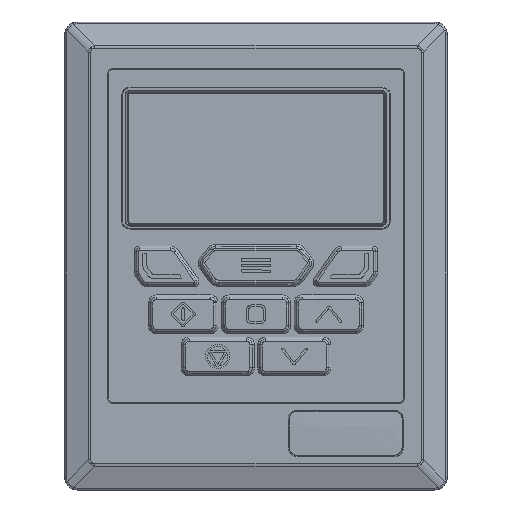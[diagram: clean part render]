
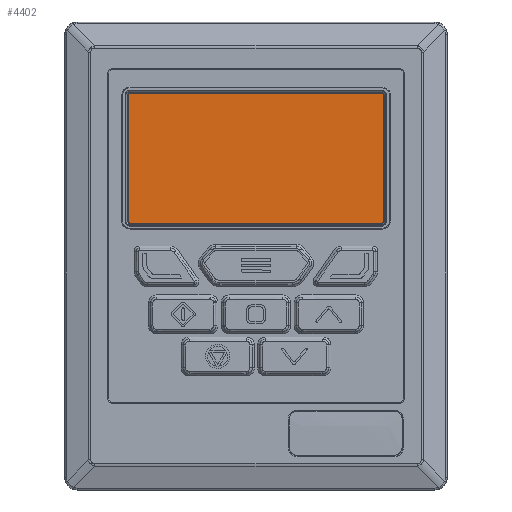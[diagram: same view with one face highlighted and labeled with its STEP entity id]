
A CAD part, top view. The second image highlights one B-rep face of the part: STEP entity #4402.
In plain terms, the highlighted planar face has unit normal (0, 0, 1).
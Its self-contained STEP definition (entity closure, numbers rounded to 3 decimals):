
#772 = PLANE ( 'NONE',  #12400 ) ;
#791 = VERTEX_POINT ( 'NONE', #19837 ) ;
#930 = CARTESIAN_POINT ( 'NONE',  ( 0., 38.289, 2.85 ) ) ;
#1193 = ORIENTED_EDGE ( 'NONE', *, *, #29586, .T. ) ;
#1269 = CIRCLE ( 'NONE', #5908, 0.543 ) ;
#2038 = AXIS2_PLACEMENT_3D ( 'NONE', #44192, #37407, #33268 ) ;
#2391 = EDGE_LOOP ( 'NONE', ( #1193, #25537, #29418, #3269, #6280, #11547, #8752, #10819 ) ) ;
#2918 = VERTEX_POINT ( 'NONE', #18004 ) ;
#3269 = ORIENTED_EDGE ( 'NONE', *, *, #31447, .T. ) ;
#3355 = EDGE_CURVE ( 'NONE', #34354, #19747, #17074, .T. ) ;
#3637 = EDGE_CURVE ( 'NONE', #13143, #7345, #9833, .T. ) ;
#4402 = ADVANCED_FACE ( 'NONE', ( #12176 ), #772, .F. ) ;
#5040 = DIRECTION ( 'NONE',  ( -1., 0., 0. ) ) ;
#5908 = AXIS2_PLACEMENT_3D ( 'NONE', #7973, #44900, #30794 ) ;
#6153 = VECTOR ( 'NONE', #47002, 1000. ) ;
#6280 = ORIENTED_EDGE ( 'NONE', *, *, #3637, .T. ) ;
#6952 = DIRECTION ( 'NONE',  ( -1., 0., 0. ) ) ;
#7345 = VERTEX_POINT ( 'NONE', #10336 ) ;
#7780 = CARTESIAN_POINT ( 'NONE',  ( -29.536, 38.289, 2.85 ) ) ;
#7973 = CARTESIAN_POINT ( 'NONE',  ( 29.464, 37.745, 2.85 ) ) ;
#8071 = CARTESIAN_POINT ( 'NONE',  ( 0., 0., 2.85 ) ) ;
#8752 = ORIENTED_EDGE ( 'NONE', *, *, #40106, .T. ) ;
#8799 = DIRECTION ( 'NONE',  ( 0., -1., 0. ) ) ;
#9833 = LINE ( 'NONE', #24654, #6153 ) ;
#10292 = VECTOR ( 'NONE', #8799, 1000. ) ;
#10336 = CARTESIAN_POINT ( 'NONE',  ( 29.464, 7.702, 2.85 ) ) ;
#10819 = ORIENTED_EDGE ( 'NONE', *, *, #45538, .T. ) ;
#11547 = ORIENTED_EDGE ( 'NONE', *, *, #14891, .T. ) ;
#12176 = FACE_OUTER_BOUND ( 'NONE', #2391, .T. ) ;
#12304 = VERTEX_POINT ( 'NONE', #19994 ) ;
#12400 = AXIS2_PLACEMENT_3D ( 'NONE', #8071, #37703, #45704 ) ;
#12560 = AXIS2_PLACEMENT_3D ( 'NONE', #20014, #42823, #28253 ) ;
#13143 = VERTEX_POINT ( 'NONE', #13581 ) ;
#13581 = CARTESIAN_POINT ( 'NONE',  ( -29.536, 7.702, 2.85 ) ) ;
#14891 = EDGE_CURVE ( 'NONE', #7345, #22258, #46272, .T. ) ;
#15277 = LINE ( 'NONE', #930, #21134 ) ;
#17074 = CIRCLE ( 'NONE', #23291, 0.543 ) ;
#17550 = DIRECTION ( 'NONE',  ( 0., 1., 0. ) ) ;
#18004 = CARTESIAN_POINT ( 'NONE',  ( 30.007, 37.745, 2.85 ) ) ;
#18852 = LINE ( 'NONE', #48001, #10292 ) ;
#19747 = VERTEX_POINT ( 'NONE', #46659 ) ;
#19837 = CARTESIAN_POINT ( 'NONE',  ( -30.079, 8.245, 2.85 ) ) ;
#19994 = CARTESIAN_POINT ( 'NONE',  ( 29.464, 38.289, 2.85 ) ) ;
#20014 = CARTESIAN_POINT ( 'NONE',  ( -29.536, 8.245, 2.85 ) ) ;
#21134 = VECTOR ( 'NONE', #5040, 1000. ) ;
#22258 = VERTEX_POINT ( 'NONE', #28176 ) ;
#23291 = AXIS2_PLACEMENT_3D ( 'NONE', #25923, #47291, #6952 ) ;
#24654 = CARTESIAN_POINT ( 'NONE',  ( 0., 7.702, 2.85 ) ) ;
#25327 = LINE ( 'NONE', #33343, #31760 ) ;
#25537 = ORIENTED_EDGE ( 'NONE', *, *, #3355, .T. ) ;
#25923 = CARTESIAN_POINT ( 'NONE',  ( -29.536, 37.745, 2.85 ) ) ;
#27315 = EDGE_CURVE ( 'NONE', #19747, #791, #18852, .T. ) ;
#28176 = CARTESIAN_POINT ( 'NONE',  ( 30.007, 8.245, 2.85 ) ) ;
#28253 = DIRECTION ( 'NONE',  ( -1., 0., 0. ) ) ;
#29418 = ORIENTED_EDGE ( 'NONE', *, *, #27315, .T. ) ;
#29586 = EDGE_CURVE ( 'NONE', #12304, #34354, #15277, .T. ) ;
#30794 = DIRECTION ( 'NONE',  ( -1., 0., 0. ) ) ;
#31447 = EDGE_CURVE ( 'NONE', #791, #13143, #38970, .T. ) ;
#31760 = VECTOR ( 'NONE', #17550, 1000. ) ;
#33268 = DIRECTION ( 'NONE',  ( -1., 0., 0. ) ) ;
#33343 = CARTESIAN_POINT ( 'NONE',  ( 30.007, 0., 2.85 ) ) ;
#34354 = VERTEX_POINT ( 'NONE', #7780 ) ;
#37407 = DIRECTION ( 'NONE',  ( 0., 0., 1. ) ) ;
#37703 = DIRECTION ( 'NONE',  ( 0., 0., -1. ) ) ;
#38970 = CIRCLE ( 'NONE', #12560, 0.543 ) ;
#40106 = EDGE_CURVE ( 'NONE', #22258, #2918, #25327, .T. ) ;
#42823 = DIRECTION ( 'NONE',  ( 0., 0., 1. ) ) ;
#44192 = CARTESIAN_POINT ( 'NONE',  ( 29.464, 8.245, 2.85 ) ) ;
#44900 = DIRECTION ( 'NONE',  ( 0., 0., 1. ) ) ;
#45538 = EDGE_CURVE ( 'NONE', #2918, #12304, #1269, .T. ) ;
#45704 = DIRECTION ( 'NONE',  ( 0., -1., 0. ) ) ;
#46272 = CIRCLE ( 'NONE', #2038, 0.543 ) ;
#46659 = CARTESIAN_POINT ( 'NONE',  ( -30.079, 37.745, 2.85 ) ) ;
#47002 = DIRECTION ( 'NONE',  ( 1., 0., 0. ) ) ;
#47291 = DIRECTION ( 'NONE',  ( 0., 0., 1. ) ) ;
#48001 = CARTESIAN_POINT ( 'NONE',  ( -30.079, 0., 2.85 ) ) ;
